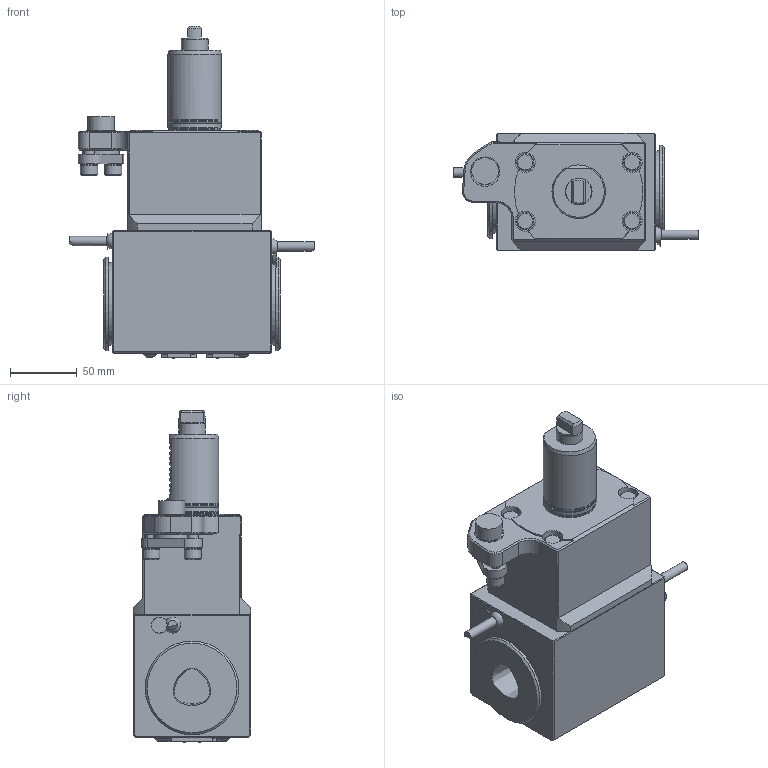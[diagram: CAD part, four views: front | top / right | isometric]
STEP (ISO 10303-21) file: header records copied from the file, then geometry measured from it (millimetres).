
FILE_DESCRIPTION(/* description */ (''),/* implementation_level */ '2;1');
FILE_NAME(/* name */ '1618584364115.stp',/* time_stamp */ '2021-04-16T16:46:12+02:00',/* author */ (''),/* organization */ ('SMS'),/* preprocessor_version */ 'ST-DEVELOPER v16.7',/* originating_system */ 'SIEMENS PLM Software NX 12.0',/* authorisation */ '');
FILE_SCHEMA (('AUTOMOTIVE_DESIGN { 1 0 10303 214 3 1 1 1 }'));
Length unit declared in the file: millimetre
Products named in the file (1): 203494582mod000_00
Bounding box: 183 x 88 x 248.5 mm (x, y, z)
Volume: 1664883.8 mm3; surface area: 115448.1 mm2
Topology: 1 solids, 1 shells, 317 faces, 788 edges, 509 vertices
Faces by surface type: plane 175, cylinder 80, cone 50, sphere 6, torus 4, bspline 2
Full cylindrical faces by diameter (mm): 2.5 x2, 6 x2, 7 x2, 8 x2, 9.5 x4, 12 x2, 13 x12, 15 x4, 19.5 x1, 20 x2, 22 x1, 27.5 x1, 36.5 x1, 39 x1, 40 x3, 62 x2, 68 x2, 70 x2
Entity records: 9067 total; most frequent: CARTESIAN_POINT 2110, DIRECTION 1470, ORIENTED_EDGE 1306, EDGE_CURVE 653, AXIS2_PLACEMENT_3D 588, VERTEX_POINT 457, EDGE_LOOP 428, ADVANCED_FACE 307
